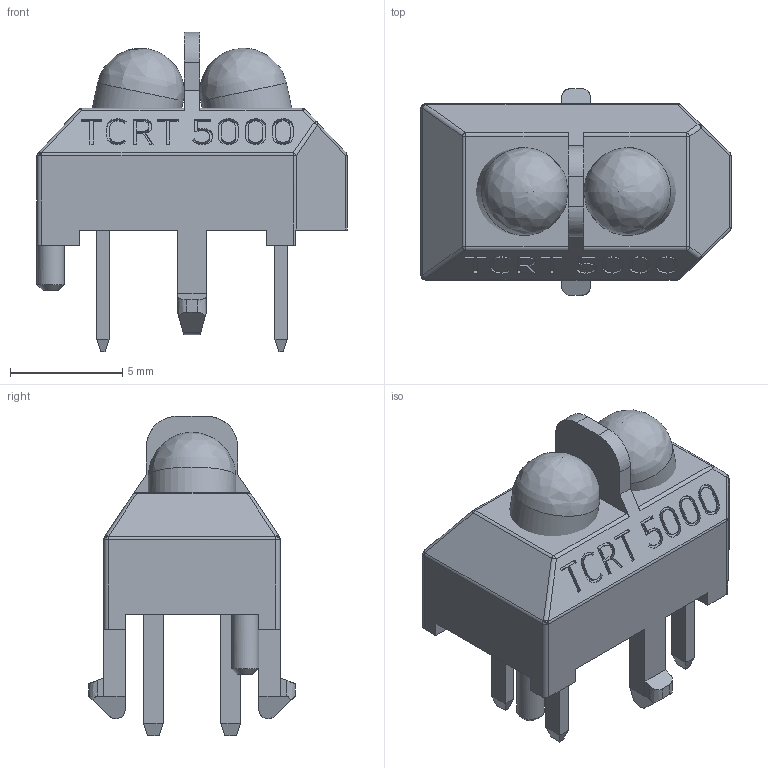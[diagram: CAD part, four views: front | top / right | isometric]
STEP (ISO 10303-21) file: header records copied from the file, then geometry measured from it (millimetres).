
FILE_DESCRIPTION(('FreeCAD Model'),'2;1');
FILE_NAME('Open CASCADE Shape Model','2025-04-28T07:28:12',('FreeCAD'),( 'FreeCAD'),'Open CASCADE STEP processor 7.6','FreeCAD','Unknown');
FILE_SCHEMA(('AUTOMOTIVE_DESIGN { 1 0 10303 214 1 1 1 1 }'));
Length unit declared in the file: millimetre
Products named in the file (1): Open CASCADE STEP translator 7.6 1
Bounding box: 13.79 x 9.2 x 14.2 mm (x, y, z)
Volume: 608 mm3; surface area: 649.9 mm2
Topology: 7 solids, 7 shells, 310 faces, 795 edges, 509 vertices
Faces by surface type: bspline 310
Entity records: 8934 total; most frequent: CARTESIAN_POINT 4110, ORIENTED_EDGE 1582, EDGE_CURVE 791, B_SPLINE_CURVE_WITH_KNOTS 701, VERTEX_POINT 509, FACE_BOUND 324, EDGE_LOOP 324, ADVANCED_FACE 310
